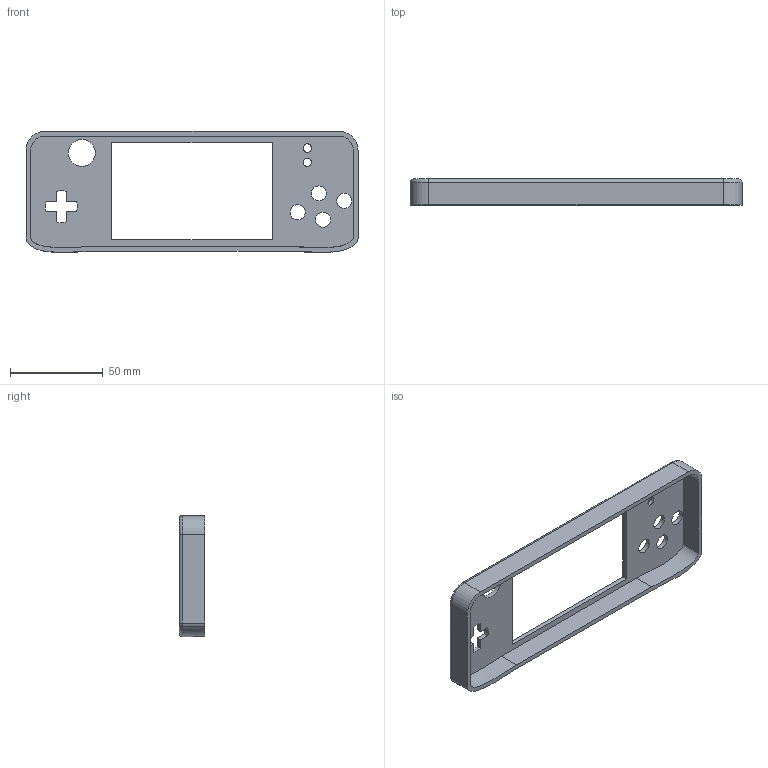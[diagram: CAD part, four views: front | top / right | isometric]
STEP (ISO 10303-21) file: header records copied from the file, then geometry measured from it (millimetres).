
FILE_DESCRIPTION(/* description */ (''),/* implementation_level */ '2;1');
FILE_NAME(/* name */ 'Rasberry pi Test Shell.step',/* time_stamp */ '2021-01-10T16:37:54-07:00',/* author */ (''),/* organization */ (''),/* preprocessor_version */ 'ST-DEVELOPER v18.1',/* originating_system */ 'Autodesk Translation Framework v9.7.1.1290',/* authorisation */ '');
FILE_SCHEMA (('AUTOMOTIVE_DESIGN { 1 0 10303 214 3 1 1 }'));
Length unit declared in the file: inch
Bounding box: 178.82 x 13.97 x 65.27 mm (x, y, z)
Volume: 29369.1 mm3; surface area: 25501.8 mm2
Topology: 1 solids, 1 shells, 54 faces, 143 edges, 92 vertices
Faces by surface type: plane 23, cylinder 21, bspline 8, torus 2
Full cylindrical faces by diameter (mm): 4.572 x2, 8.128 x4, 14.5 x1
Entity records: 2212 total; most frequent: CARTESIAN_POINT 826, ORIENTED_EDGE 286, DIRECTION 263, EDGE_CURVE 143, VERTEX_POINT 92, AXIS2_PLACEMENT_3D 91, LINE 81, VECTOR 81
